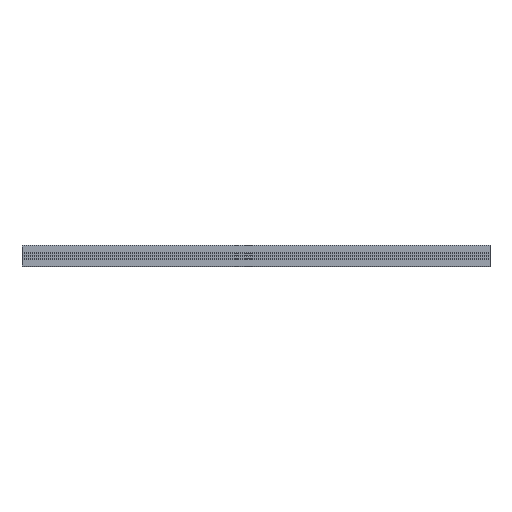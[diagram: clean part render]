
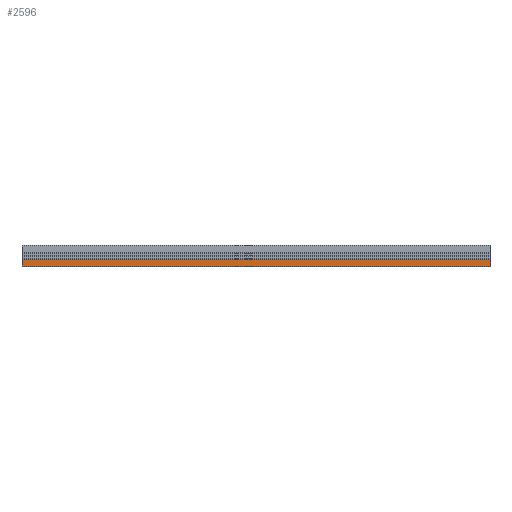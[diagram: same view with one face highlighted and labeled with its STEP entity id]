
A CAD part, left-side view. The second image highlights one B-rep face of the part: STEP entity #2596.
In plain terms, the highlighted planar face has unit normal (-1, 0, 0).
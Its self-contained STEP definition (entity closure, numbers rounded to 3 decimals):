
#88 = PLANE ( 'NONE',  #1938 ) ;
#95 = CARTESIAN_POINT ( 'NONE',  ( 0., 649., 0. ) ) ;
#96 = ORIENTED_EDGE ( 'NONE', *, *, #453, .F. ) ;
#287 = CARTESIAN_POINT ( 'NONE',  ( 0., 649., -19.5 ) ) ;
#453 = EDGE_CURVE ( 'NONE', #524, #1505, #1565, .T. ) ;
#501 = VECTOR ( 'NONE', #2549, 1000. ) ;
#524 = VERTEX_POINT ( 'NONE', #3251 ) ;
#539 = DIRECTION ( 'NONE',  ( 0., 0., -1. ) ) ;
#638 = CARTESIAN_POINT ( 'NONE',  ( 0., 649., 0. ) ) ;
#658 = ORIENTED_EDGE ( 'NONE', *, *, #2593, .T. ) ;
#808 = DIRECTION ( 'NONE',  ( 0., -1., 0. ) ) ;
#848 = ORIENTED_EDGE ( 'NONE', *, *, #2064, .F. ) ;
#884 = VERTEX_POINT ( 'NONE', #1721 ) ;
#1048 = VECTOR ( 'NONE', #808, 1000. ) ;
#1108 = DIRECTION ( 'NONE',  ( 0., 0., 1. ) ) ;
#1307 = LINE ( 'NONE', #2320, #1048 ) ;
#1505 = VERTEX_POINT ( 'NONE', #2651 ) ;
#1565 = LINE ( 'NONE', #287, #501 ) ;
#1577 = EDGE_LOOP ( 'NONE', ( #1636, #658, #848, #96 ) ) ;
#1636 = ORIENTED_EDGE ( 'NONE', *, *, #2239, .T. ) ;
#1637 = DIRECTION ( 'NONE',  ( -1., 0., 0. ) ) ;
#1721 = CARTESIAN_POINT ( 'NONE',  ( 0., 0., -29. ) ) ;
#1938 = AXIS2_PLACEMENT_3D ( 'NONE', #638, #1637, #1108 ) ;
#2052 = LINE ( 'NONE', #2820, #2155 ) ;
#2064 = EDGE_CURVE ( 'NONE', #1505, #884, #2052, .T. ) ;
#2155 = VECTOR ( 'NONE', #539, 1000. ) ;
#2239 = EDGE_CURVE ( 'NONE', #524, #3248, #2683, .T. ) ;
#2320 = CARTESIAN_POINT ( 'NONE',  ( 0., 649., -29. ) ) ;
#2370 = FACE_OUTER_BOUND ( 'NONE', #1577, .T. ) ;
#2416 = VECTOR ( 'NONE', #3169, 1000. ) ;
#2549 = DIRECTION ( 'NONE',  ( 0., -1., 0. ) ) ;
#2593 = EDGE_CURVE ( 'NONE', #3248, #884, #1307, .T. ) ;
#2596 = ADVANCED_FACE ( 'NONE', ( #2370 ), #88, .T. ) ;
#2651 = CARTESIAN_POINT ( 'NONE',  ( 0., 0., -19.5 ) ) ;
#2683 = LINE ( 'NONE', #95, #2416 ) ;
#2820 = CARTESIAN_POINT ( 'NONE',  ( 0., 0., 0. ) ) ;
#3017 = CARTESIAN_POINT ( 'NONE',  ( 0., 649., -29. ) ) ;
#3169 = DIRECTION ( 'NONE',  ( 0., 0., -1. ) ) ;
#3248 = VERTEX_POINT ( 'NONE', #3017 ) ;
#3251 = CARTESIAN_POINT ( 'NONE',  ( 0., 649., -19.5 ) ) ;
